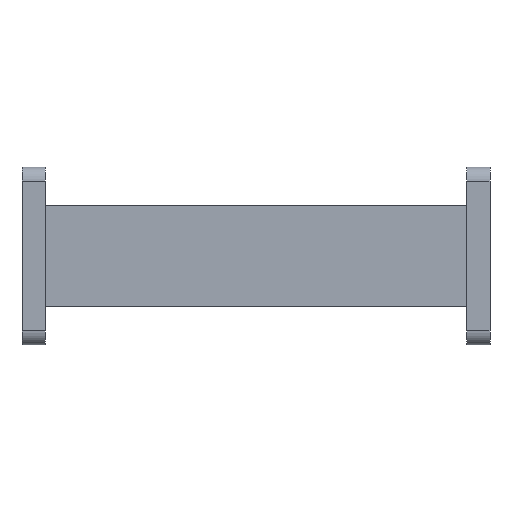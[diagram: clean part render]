
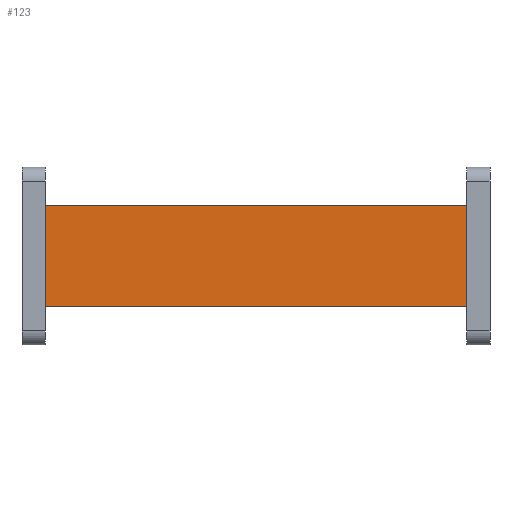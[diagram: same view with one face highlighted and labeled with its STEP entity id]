
A CAD part, left-side view. The second image highlights one B-rep face of the part: STEP entity #123.
In plain terms, the highlighted planar face has unit normal (-1, 0, 0).
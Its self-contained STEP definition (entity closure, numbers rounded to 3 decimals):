
#3 = DIRECTION ( 'NONE',  ( 0., 0., -1. ) ) ;
#81 = EDGE_CURVE ( 'NONE', #1225, #1471, #1459, .T. ) ;
#123 = ADVANCED_FACE ( 'NONE', ( #1643 ), #684, .F. ) ;
#219 = DIRECTION ( 'NONE',  ( 0., -1., 0. ) ) ;
#352 = VECTOR ( 'NONE', #1173, 1000. ) ;
#355 = CARTESIAN_POINT ( 'NONE',  ( -6.03, 45., -10.795 ) ) ;
#507 = DIRECTION ( 'NONE',  ( 0., 0., 1. ) ) ;
#534 = CARTESIAN_POINT ( 'NONE',  ( -6.03, 45., 10.795 ) ) ;
#562 = CARTESIAN_POINT ( 'NONE',  ( -6.03, 45., -10.795 ) ) ;
#645 = CARTESIAN_POINT ( 'NONE',  ( -6.03, 45., -10.795 ) ) ;
#669 = ORIENTED_EDGE ( 'NONE', *, *, #1657, .T. ) ;
#684 = PLANE ( 'NONE',  #1069 ) ;
#739 = LINE ( 'NONE', #562, #2043 ) ;
#823 = DIRECTION ( 'NONE',  ( 1., 0., 0. ) ) ;
#826 = VERTEX_POINT ( 'NONE', #1424 ) ;
#854 = CARTESIAN_POINT ( 'NONE',  ( -6.03, 45., -10.795 ) ) ;
#867 = LINE ( 'NONE', #1978, #1548 ) ;
#954 = VECTOR ( 'NONE', #507, 1000. ) ;
#1069 = AXIS2_PLACEMENT_3D ( 'NONE', #355, #823, #3 ) ;
#1140 = CARTESIAN_POINT ( 'NONE',  ( -6.03, -45., -10.795 ) ) ;
#1173 = DIRECTION ( 'NONE',  ( 0., 0., 1. ) ) ;
#1225 = VERTEX_POINT ( 'NONE', #645 ) ;
#1327 = EDGE_LOOP ( 'NONE', ( #2017, #1985, #1668, #669 ) ) ;
#1424 = CARTESIAN_POINT ( 'NONE',  ( -6.03, -45., -10.795 ) ) ;
#1458 = EDGE_CURVE ( 'NONE', #1471, #1707, #867, .T. ) ;
#1459 = LINE ( 'NONE', #854, #954 ) ;
#1471 = VERTEX_POINT ( 'NONE', #534 ) ;
#1475 = LINE ( 'NONE', #1140, #352 ) ;
#1548 = VECTOR ( 'NONE', #219, 1000. ) ;
#1643 = FACE_OUTER_BOUND ( 'NONE', #1327, .T. ) ;
#1657 = EDGE_CURVE ( 'NONE', #1225, #826, #739, .T. ) ;
#1668 = ORIENTED_EDGE ( 'NONE', *, *, #81, .F. ) ;
#1707 = VERTEX_POINT ( 'NONE', #2077 ) ;
#1904 = EDGE_CURVE ( 'NONE', #826, #1707, #1475, .T. ) ;
#1978 = CARTESIAN_POINT ( 'NONE',  ( -6.03, 45., 10.795 ) ) ;
#1985 = ORIENTED_EDGE ( 'NONE', *, *, #1458, .F. ) ;
#2017 = ORIENTED_EDGE ( 'NONE', *, *, #1904, .T. ) ;
#2029 = DIRECTION ( 'NONE',  ( 0., -1., 0. ) ) ;
#2043 = VECTOR ( 'NONE', #2029, 1000. ) ;
#2077 = CARTESIAN_POINT ( 'NONE',  ( -6.03, -45., 10.795 ) ) ;
